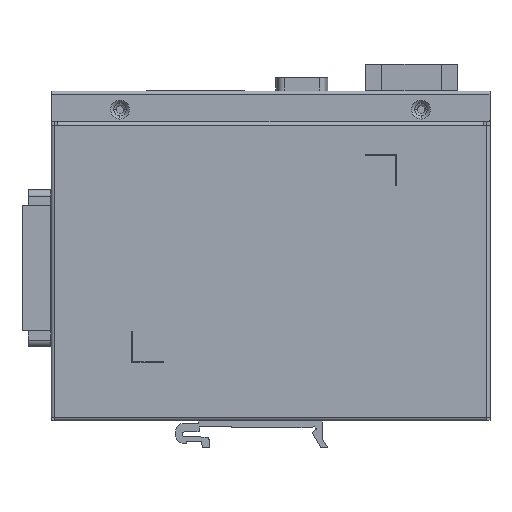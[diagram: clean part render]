
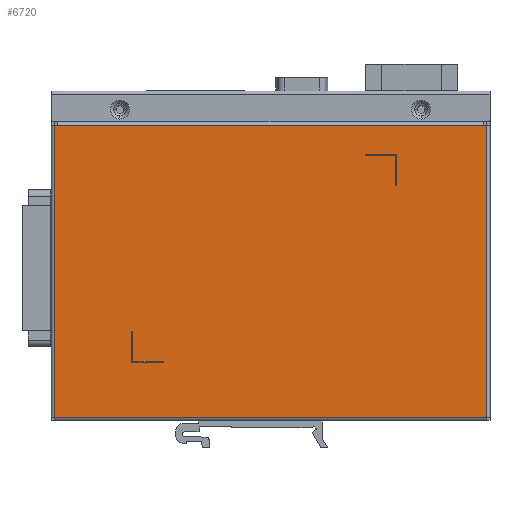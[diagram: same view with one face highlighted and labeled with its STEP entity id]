
A CAD part, front view. The second image highlights one B-rep face of the part: STEP entity #6720.
In plain terms, the highlighted planar face has unit normal (0, -1, 0).
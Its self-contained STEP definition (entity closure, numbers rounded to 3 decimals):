
#25=DIRECTION('',(-1.,0.,0.));
#26=VECTOR('',#25,1.);
#27=CARTESIAN_POINT('',(-67.,-9.8,30.6));
#28=LINE('',#27,#26);
#29=DIRECTION('',(-1.,0.,0.));
#30=VECTOR('',#29,1.);
#31=CARTESIAN_POINT('',(70.,-9.8,30.6));
#32=LINE('',#31,#30);
#33=DIRECTION('',(0.,0.,-1.));
#34=VECTOR('',#33,10.);
#35=CARTESIAN_POINT('',(41.2,-9.8,21.348));
#36=LINE('',#35,#34);
#37=DIRECTION('',(1.,0.,0.));
#38=VECTOR('',#37,10.);
#39=CARTESIAN_POINT('',(31.2,-9.8,21.348));
#40=LINE('',#39,#38);
#41=DIRECTION('',(0.,0.,1.));
#42=VECTOR('',#41,0.312);
#43=CARTESIAN_POINT('',(31.2,-9.8,21.036));
#44=LINE('',#43,#42);
#45=DIRECTION('',(-1.,0.,0.));
#46=VECTOR('',#45,9.7);
#47=CARTESIAN_POINT('',(40.9,-9.8,21.036));
#48=LINE('',#47,#46);
#49=DIRECTION('',(0.,0.,1.));
#50=VECTOR('',#49,9.688);
#51=CARTESIAN_POINT('',(40.9,-9.8,11.348));
#52=LINE('',#51,#50);
#53=DIRECTION('',(-1.,0.,0.));
#54=VECTOR('',#53,0.3);
#55=CARTESIAN_POINT('',(41.2,-9.8,11.348));
#56=LINE('',#55,#54);
#57=DIRECTION('',(-1.,0.,0.));
#58=VECTOR('',#57,10.);
#59=CARTESIAN_POINT('',(-33.2,-9.8,-45.04));
#60=LINE('',#59,#58);
#61=DIRECTION('',(0.,0.,-1.));
#62=VECTOR('',#61,0.3);
#63=CARTESIAN_POINT('',(-33.2,-9.8,-44.74));
#64=LINE('',#63,#62);
#65=DIRECTION('',(1.,0.,0.));
#66=VECTOR('',#65,9.7);
#67=CARTESIAN_POINT('',(-42.9,-9.8,-44.74));
#68=LINE('',#67,#66);
#69=DIRECTION('',(0.,0.,-1.));
#70=VECTOR('',#69,9.7);
#71=CARTESIAN_POINT('',(-42.9,-9.8,-35.04));
#72=LINE('',#71,#70);
#73=DIRECTION('',(1.,0.,0.));
#74=VECTOR('',#73,0.3);
#75=CARTESIAN_POINT('',(-43.2,-9.8,-35.04));
#76=LINE('',#75,#74);
#77=DIRECTION('',(0.,0.,1.));
#78=VECTOR('',#77,10.);
#79=CARTESIAN_POINT('',(-43.2,-9.8,-45.04));
#80=LINE('',#79,#78);
#94=DIRECTION('',(0.,0.,1.));
#95=VECTOR('',#94,93.14);
#96=CARTESIAN_POINT('',(-68.,-9.8,-62.54));
#97=LINE('',#96,#95);
#2446=DIRECTION('',(-1.,0.,0.));
#2447=VECTOR('',#2446,138.);
#2448=CARTESIAN_POINT('',(70.,-9.8,-62.54));
#2449=LINE('',#2448,#2447);
#2493=DIRECTION('',(0.,0.,-1.));
#2494=VECTOR('',#2493,93.14);
#2495=CARTESIAN_POINT('',(70.,-9.8,30.6));
#2496=LINE('',#2495,#2494);
#4387=DIRECTION('',(1.,0.,0.));
#4388=VECTOR('',#4387,136.);
#4389=CARTESIAN_POINT('',(-67.,-9.8,30.6));
#4390=LINE('',#4389,#4388);
#5642=CARTESIAN_POINT('',(70.,-9.8,-62.54));
#5643=CARTESIAN_POINT('',(-68.,-9.8,-62.54));
#5644=VERTEX_POINT('',#5642);
#5645=VERTEX_POINT('',#5643);
#5665=CARTESIAN_POINT('',(70.,-9.8,30.6));
#5666=VERTEX_POINT('',#5665);
#5667=CARTESIAN_POINT('',(-68.,-9.8,30.6));
#5668=VERTEX_POINT('',#5667);
#5678=CARTESIAN_POINT('',(69.,-9.8,30.6));
#5679=VERTEX_POINT('',#5678);
#5680=CARTESIAN_POINT('',(-67.,-9.8,30.6));
#5681=VERTEX_POINT('',#5680);
#5707=CARTESIAN_POINT('',(41.2,-9.8,21.348));
#5708=CARTESIAN_POINT('',(41.2,-9.8,11.348));
#5709=VERTEX_POINT('',#5707);
#5710=VERTEX_POINT('',#5708);
#5736=CARTESIAN_POINT('',(-33.2,-9.8,-45.04));
#5737=CARTESIAN_POINT('',(-43.2,-9.8,-45.04));
#5738=VERTEX_POINT('',#5736);
#5739=VERTEX_POINT('',#5737);
#5740=CARTESIAN_POINT('',(40.9,-9.8,11.348));
#5741=VERTEX_POINT('',#5740);
#5742=CARTESIAN_POINT('',(31.2,-9.8,21.348));
#5743=VERTEX_POINT('',#5742);
#5777=CARTESIAN_POINT('',(-43.2,-9.8,-35.04));
#5778=VERTEX_POINT('',#5777);
#5779=CARTESIAN_POINT('',(-33.2,-9.8,-44.74));
#5780=VERTEX_POINT('',#5779);
#5781=CARTESIAN_POINT('',(40.9,-9.8,21.036));
#5782=VERTEX_POINT('',#5781);
#5783=CARTESIAN_POINT('',(31.2,-9.8,21.036));
#5784=VERTEX_POINT('',#5783);
#5818=CARTESIAN_POINT('',(-42.9,-9.8,-35.04));
#5819=VERTEX_POINT('',#5818);
#5820=CARTESIAN_POINT('',(-42.9,-9.8,-44.74));
#5821=VERTEX_POINT('',#5820);
#6679=CARTESIAN_POINT('',(1.,-9.8,-17.24));
#6680=DIRECTION('',(0.,1.,0.));
#6681=DIRECTION('',(-1.,0.,0.));
#6682=AXIS2_PLACEMENT_3D('',#6679,#6680,#6681);
#6683=PLANE('',#6682);
#6685=ORIENTED_EDGE('',*,*,#6684,.F.);
#6687=ORIENTED_EDGE('',*,*,#6686,.T.);
#6689=ORIENTED_EDGE('',*,*,#6688,.F.);
#6691=ORIENTED_EDGE('',*,*,#6690,.T.);
#6693=ORIENTED_EDGE('',*,*,#6692,.T.);
#6695=ORIENTED_EDGE('',*,*,#6694,.T.);
#6696=EDGE_LOOP('',(#6685,#6687,#6689,#6691,#6693,#6695));
#6697=FACE_OUTER_BOUND('',#6696,.F.);
#6699=ORIENTED_EDGE('',*,*,#6698,.F.);
#6701=ORIENTED_EDGE('',*,*,#6700,.F.);
#6703=ORIENTED_EDGE('',*,*,#6702,.F.);
#6705=ORIENTED_EDGE('',*,*,#6704,.F.);
#6707=ORIENTED_EDGE('',*,*,#6706,.F.);
#6709=ORIENTED_EDGE('',*,*,#6708,.F.);
#6710=EDGE_LOOP('',(#6699,#6701,#6703,#6705,#6707,#6709));
#6711=FACE_BOUND('',#6710,.F.);
#6712=ORIENTED_EDGE('',*,*,#6612,.F.);
#6713=ORIENTED_EDGE('',*,*,#6627,.F.);
#6714=ORIENTED_EDGE('',*,*,#6642,.F.);
#6715=ORIENTED_EDGE('',*,*,#6657,.F.);
#6716=ORIENTED_EDGE('',*,*,#6671,.F.);
#6717=ORIENTED_EDGE('',*,*,#6596,.F.);
#6718=EDGE_LOOP('',(#6712,#6713,#6714,#6715,#6716,#6717));
#6719=FACE_BOUND('',#6718,.F.);
#6720=ADVANCED_FACE('',(#6697,#6711,#6719),#6683,.F.);
#6596=EDGE_CURVE('',#5739,#5778,#80,.T.);
#6612=EDGE_CURVE('',#5738,#5739,#60,.T.);
#6627=EDGE_CURVE('',#5780,#5738,#64,.T.);
#6642=EDGE_CURVE('',#5821,#5780,#68,.T.);
#6657=EDGE_CURVE('',#5819,#5821,#72,.T.);
#6671=EDGE_CURVE('',#5778,#5819,#76,.T.);
#6684=EDGE_CURVE('',#5681,#5668,#28,.T.);
#6686=EDGE_CURVE('',#5681,#5679,#4390,.T.);
#6688=EDGE_CURVE('',#5666,#5679,#32,.T.);
#6690=EDGE_CURVE('',#5666,#5644,#2496,.T.);
#6692=EDGE_CURVE('',#5644,#5645,#2449,.T.);
#6694=EDGE_CURVE('',#5645,#5668,#97,.T.);
#6698=EDGE_CURVE('',#5709,#5710,#36,.T.);
#6700=EDGE_CURVE('',#5743,#5709,#40,.T.);
#6702=EDGE_CURVE('',#5784,#5743,#44,.T.);
#6704=EDGE_CURVE('',#5782,#5784,#48,.T.);
#6706=EDGE_CURVE('',#5741,#5782,#52,.T.);
#6708=EDGE_CURVE('',#5710,#5741,#56,.T.);
